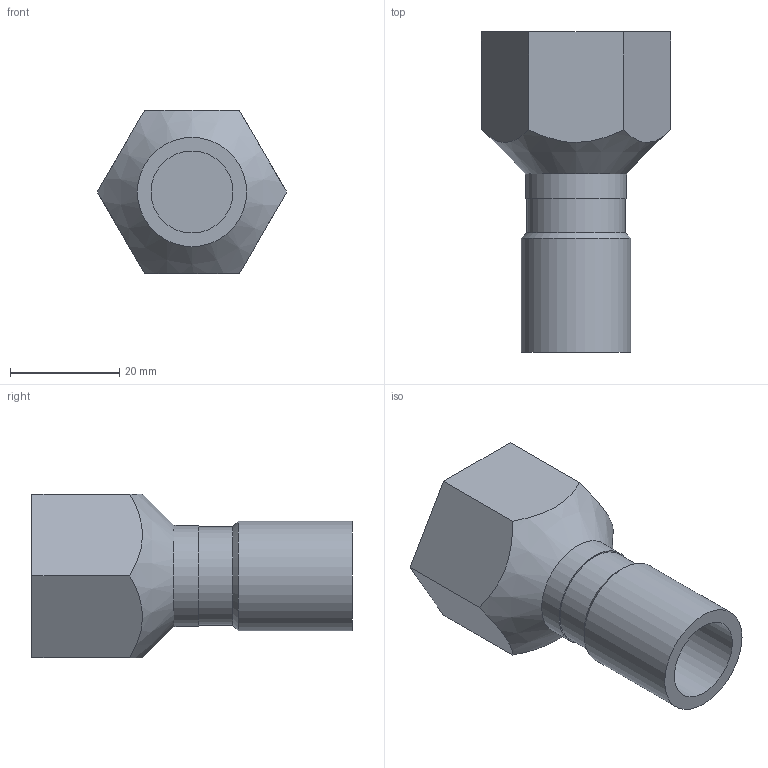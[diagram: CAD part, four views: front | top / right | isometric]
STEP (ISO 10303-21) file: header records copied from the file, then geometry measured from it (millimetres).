
FILE_DESCRIPTION( ( 'Unknown' ), '1' );
FILE_NAME( 'F17R3-4DN15.stp', 'Unknown', ( 'Unknown' ), ( 'Unknown' ), 'PSStep 14.0', 'Unknown', ' ' );
FILE_SCHEMA( ( 'AUTOMOTIVE_DESIGN { 1 0 10303 214 1 1 1 1 }' ) );
Length unit declared in the file: millimetre
Products named in the file (1): 1
Bounding box: 34.64 x 58.6 x 30 mm (x, y, z)
Volume: 13476.8 mm3; surface area: 8671.8 mm2
Topology: 1 solids, 1 shells, 21 faces, 46 edges, 30 vertices
Faces by surface type: plane 11, cylinder 7, cone 3
Full cylindrical faces by diameter (mm): 15 x1, 15.5 x1, 18 x1, 18.5 x1, 20 x1, 24.117 x2
Entity records: 720 total; most frequent: CARTESIAN_POINT 144, DIRECTION 82, ORIENTED_EDGE 62, AXIS2_PLACEMENT_3D 35, EDGE_LOOP 34, EDGE_CURVE 31, FACE_OUTER_BOUND 28, VERTEX_POINT 25
